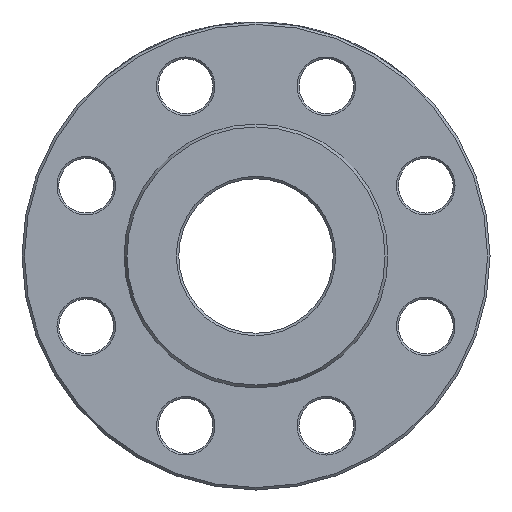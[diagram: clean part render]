
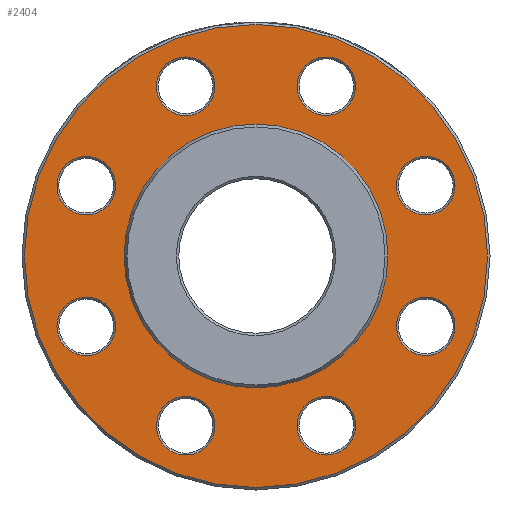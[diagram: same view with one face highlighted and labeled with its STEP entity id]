
A CAD part, left-side view. The second image highlights one B-rep face of the part: STEP entity #2404.
In plain terms, the highlighted planar face has unit normal (-1, 0, 0).
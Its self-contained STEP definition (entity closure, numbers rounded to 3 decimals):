
#38 = CARTESIAN_POINT ( 'NONE',  ( 2., -20.134, 77.336 ) ) ;
#42 = ORIENTED_EDGE ( 'NONE', *, *, #6450, .T. ) ;
#53 = VERTEX_POINT ( 'NONE', #6622 ) ;
#59 = DIRECTION ( 'NONE',  ( 1., 0., 0. ) ) ;
#200 = VERTEX_POINT ( 'NONE', #1215 ) ;
#247 = ORIENTED_EDGE ( 'NONE', *, *, #6230, .T. ) ;
#274 = EDGE_CURVE ( 'NONE', #3757, #3757, #5869, .T. ) ;
#276 = AXIS2_PLACEMENT_3D ( 'NONE', #2569, #3201, #4754 ) ;
#283 = ORIENTED_EDGE ( 'NONE', *, *, #3297, .T. ) ;
#492 = EDGE_CURVE ( 'NONE', #5928, #5928, #4849, .T. ) ;
#494 = DIRECTION ( 'NONE',  ( 0., 0., 1. ) ) ;
#582 = DIRECTION ( 'NONE',  ( 1., 0., 0. ) ) ;
#584 = DIRECTION ( 'NONE',  ( 0., -0.707, -0.707 ) ) ;
#637 = CARTESIAN_POINT ( 'NONE',  ( 2., -77.336, -20.134 ) ) ;
#654 = CARTESIAN_POINT ( 'NONE',  ( 2., -40.448, -68.921 ) ) ;
#696 = DIRECTION ( 'NONE',  ( 0., 0., -1. ) ) ;
#746 = AXIS2_PLACEMENT_3D ( 'NONE', #4399, #6676, #1264 ) ;
#792 = EDGE_CURVE ( 'NONE', #1628, #1628, #2789, .T. ) ;
#866 = AXIS2_PLACEMENT_3D ( 'NONE', #6801, #3059, #5705 ) ;
#934 = EDGE_LOOP ( 'NONE', ( #247 ) ) ;
#967 = AXIS2_PLACEMENT_3D ( 'NONE', #3628, #1387, #6867 ) ;
#1058 = CARTESIAN_POINT ( 'NONE',  ( 2., 0., 53.555 ) ) ;
#1117 = ORIENTED_EDGE ( 'NONE', *, *, #2046, .T. ) ;
#1215 = CARTESIAN_POINT ( 'NONE',  ( 2., -68.921, 40.448 ) ) ;
#1247 = CARTESIAN_POINT ( 'NONE',  ( 2., 0., -94. ) ) ;
#1264 = DIRECTION ( 'NONE',  ( 0., 0., -1. ) ) ;
#1387 = DIRECTION ( 'NONE',  ( 1., 0., 0. ) ) ;
#1462 = DIRECTION ( 'NONE',  ( 0., -1., 0. ) ) ;
#1496 = EDGE_LOOP ( 'NONE', ( #5828 ) ) ;
#1537 = EDGE_LOOP ( 'NONE', ( #283 ) ) ;
#1628 = VERTEX_POINT ( 'NONE', #1058 ) ;
#1745 = VERTEX_POINT ( 'NONE', #5018 ) ;
#1918 = CIRCLE ( 'NONE', #6238, 11.9 ) ;
#1954 = DIRECTION ( 'NONE',  ( 0., 0., -1. ) ) ;
#2046 = EDGE_CURVE ( 'NONE', #3320, #3320, #6601, .T. ) ;
#2332 = EDGE_LOOP ( 'NONE', ( #3744 ) ) ;
#2404 = ADVANCED_FACE ( 'NONE', ( #5728, #3552, #3080, #5194, #3515, #4770, #2586, #5155, #4631, #2479 ), #5263, .F. ) ;
#2479 = FACE_BOUND ( 'NONE', #5350, .T. ) ;
#2484 = DIRECTION ( 'NONE',  ( 1., 0., 0. ) ) ;
#2569 = CARTESIAN_POINT ( 'NONE',  ( 2., -68.921, 28.548 ) ) ;
#2586 = FACE_BOUND ( 'NONE', #2891, .T. ) ;
#2604 = ORIENTED_EDGE ( 'NONE', *, *, #792, .F. ) ;
#2672 = DIRECTION ( 'NONE',  ( 1., 0., 0. ) ) ;
#2680 = ORIENTED_EDGE ( 'NONE', *, *, #5733, .T. ) ;
#2789 = CIRCLE ( 'NONE', #3346, 53.555 ) ;
#2882 = CIRCLE ( 'NONE', #4370, 11.9 ) ;
#2891 = EDGE_LOOP ( 'NONE', ( #42 ) ) ;
#2907 = EDGE_CURVE ( 'NONE', #200, #200, #3323, .T. ) ;
#3059 = DIRECTION ( 'NONE',  ( 1., 0., 0. ) ) ;
#3080 = FACE_BOUND ( 'NONE', #2332, .T. ) ;
#3150 = DIRECTION ( 'NONE',  ( -1., 0., 0. ) ) ;
#3201 = DIRECTION ( 'NONE',  ( 1., 0., 0. ) ) ;
#3207 = CARTESIAN_POINT ( 'NONE',  ( 2., 28.548, 68.921 ) ) ;
#3208 = EDGE_LOOP ( 'NONE', ( #1117 ) ) ;
#3227 = CIRCLE ( 'NONE', #746, 94. ) ;
#3297 = EDGE_CURVE ( 'NONE', #53, #53, #1918, .T. ) ;
#3320 = VERTEX_POINT ( 'NONE', #637 ) ;
#3321 = EDGE_LOOP ( 'NONE', ( #6577 ) ) ;
#3323 = CIRCLE ( 'NONE', #276, 11.9 ) ;
#3346 = AXIS2_PLACEMENT_3D ( 'NONE', #5429, #3150, #494 ) ;
#3515 = FACE_BOUND ( 'NONE', #3208, .T. ) ;
#3552 = FACE_BOUND ( 'NONE', #3321, .T. ) ;
#3628 = CARTESIAN_POINT ( 'NONE',  ( 2., 68.921, 28.548 ) ) ;
#3744 = ORIENTED_EDGE ( 'NONE', *, *, #492, .T. ) ;
#3757 = VERTEX_POINT ( 'NONE', #6034 ) ;
#3880 = VERTEX_POINT ( 'NONE', #5586 ) ;
#4032 = DIRECTION ( 'NONE',  ( 1., 0., 0. ) ) ;
#4099 = AXIS2_PLACEMENT_3D ( 'NONE', #6015, #582, #5480 ) ;
#4318 = DIRECTION ( 'NONE',  ( 0., 1., 0. ) ) ;
#4370 = AXIS2_PLACEMENT_3D ( 'NONE', #6830, #2484, #1462 ) ;
#4399 = CARTESIAN_POINT ( 'NONE',  ( 2., 0., 0. ) ) ;
#4631 = FACE_OUTER_BOUND ( 'NONE', #934, .T. ) ;
#4664 = CARTESIAN_POINT ( 'NONE',  ( 2., 53.555, 0. ) ) ;
#4754 = DIRECTION ( 'NONE',  ( 0., 0., 1. ) ) ;
#4770 = FACE_BOUND ( 'NONE', #6260, .T. ) ;
#4849 = CIRCLE ( 'NONE', #866, 11.9 ) ;
#4982 = VERTEX_POINT ( 'NONE', #654 ) ;
#5018 = CARTESIAN_POINT ( 'NONE',  ( 2., 77.336, 20.134 ) ) ;
#5057 = AXIS2_PLACEMENT_3D ( 'NONE', #6520, #59, #584 ) ;
#5155 = FACE_BOUND ( 'NONE', #1537, .T. ) ;
#5194 = FACE_BOUND ( 'NONE', #6753, .T. ) ;
#5263 = PLANE ( 'NONE',  #5803 ) ;
#5350 = EDGE_LOOP ( 'NONE', ( #2604 ) ) ;
#5389 = CIRCLE ( 'NONE', #967, 11.9 ) ;
#5429 = CARTESIAN_POINT ( 'NONE',  ( 2., 0., 0. ) ) ;
#5480 = DIRECTION ( 'NONE',  ( 0., -0.707, 0.707 ) ) ;
#5560 = CARTESIAN_POINT ( 'NONE',  ( 2., 68.921, -28.548 ) ) ;
#5586 = CARTESIAN_POINT ( 'NONE',  ( 2., 20.134, -77.336 ) ) ;
#5662 = EDGE_CURVE ( 'NONE', #1745, #1745, #5389, .T. ) ;
#5705 = DIRECTION ( 'NONE',  ( 0., 0.707, 0.707 ) ) ;
#5728 = FACE_BOUND ( 'NONE', #1496, .T. ) ;
#5733 = EDGE_CURVE ( 'NONE', #4982, #4982, #2882, .T. ) ;
#5803 = AXIS2_PLACEMENT_3D ( 'NONE', #4664, #6823, #1954 ) ;
#5828 = ORIENTED_EDGE ( 'NONE', *, *, #5662, .T. ) ;
#5869 = CIRCLE ( 'NONE', #6671, 11.9 ) ;
#5886 = ORIENTED_EDGE ( 'NONE', *, *, #2907, .T. ) ;
#5928 = VERTEX_POINT ( 'NONE', #38 ) ;
#6015 = CARTESIAN_POINT ( 'NONE',  ( 2., -68.921, -28.548 ) ) ;
#6034 = CARTESIAN_POINT ( 'NONE',  ( 2., 40.448, 68.921 ) ) ;
#6191 = CIRCLE ( 'NONE', #5057, 11.9 ) ;
#6230 = EDGE_CURVE ( 'NONE', #6550, #6550, #3227, .T. ) ;
#6238 = AXIS2_PLACEMENT_3D ( 'NONE', #5560, #4032, #696 ) ;
#6260 = EDGE_LOOP ( 'NONE', ( #2680 ) ) ;
#6450 = EDGE_CURVE ( 'NONE', #3880, #3880, #6191, .T. ) ;
#6520 = CARTESIAN_POINT ( 'NONE',  ( 2., 28.548, -68.921 ) ) ;
#6550 = VERTEX_POINT ( 'NONE', #1247 ) ;
#6577 = ORIENTED_EDGE ( 'NONE', *, *, #274, .T. ) ;
#6601 = CIRCLE ( 'NONE', #4099, 11.9 ) ;
#6622 = CARTESIAN_POINT ( 'NONE',  ( 2., 68.921, -40.448 ) ) ;
#6671 = AXIS2_PLACEMENT_3D ( 'NONE', #3207, #2672, #4318 ) ;
#6676 = DIRECTION ( 'NONE',  ( -1., 0., 0. ) ) ;
#6753 = EDGE_LOOP ( 'NONE', ( #5886 ) ) ;
#6801 = CARTESIAN_POINT ( 'NONE',  ( 2., -28.548, 68.921 ) ) ;
#6823 = DIRECTION ( 'NONE',  ( 1., 0., 0. ) ) ;
#6830 = CARTESIAN_POINT ( 'NONE',  ( 2., -28.548, -68.921 ) ) ;
#6867 = DIRECTION ( 'NONE',  ( 0., 0.707, -0.707 ) ) ;
